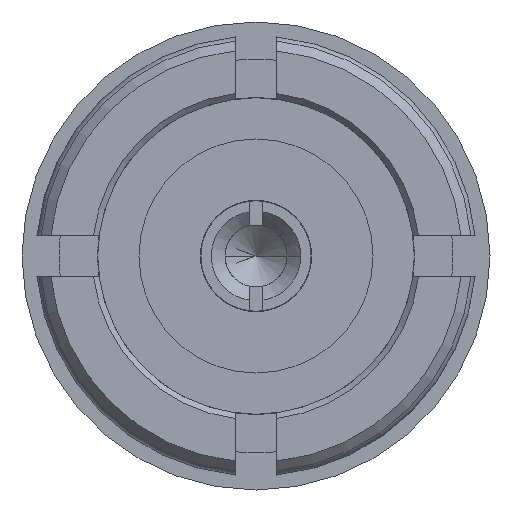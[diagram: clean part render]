
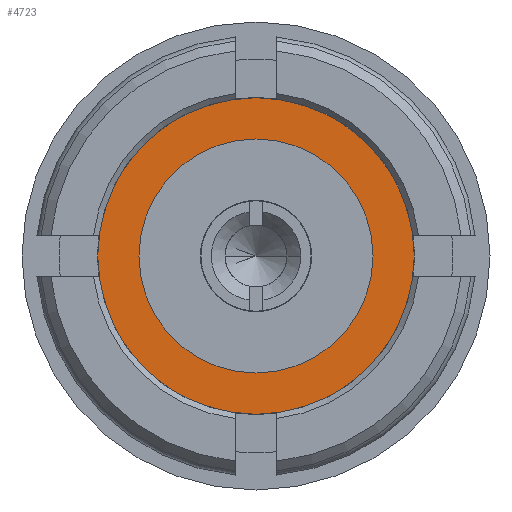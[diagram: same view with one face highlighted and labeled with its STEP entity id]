
A CAD part, left-side view. The second image highlights one B-rep face of the part: STEP entity #4723.
In plain terms, the highlighted planar face has unit normal (-1, 0, 0).
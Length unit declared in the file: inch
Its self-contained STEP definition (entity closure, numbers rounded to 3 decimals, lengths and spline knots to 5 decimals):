
#85 = EDGE_LOOP ( 'NONE', ( #4053, #934 ) ) ;
#99 = CARTESIAN_POINT ( 'NONE',  ( -0.16026, 0., 0. ) ) ;
#108 = EDGE_CURVE ( 'NONE', #1823, #4230, #2096, .T. ) ;
#167 = CARTESIAN_POINT ( 'NONE',  ( -0.16026, 0., 0. ) ) ;
#199 = EDGE_CURVE ( 'NONE', #1838, #2130, #2492, .T. ) ;
#201 = AXIS2_PLACEMENT_3D ( 'NONE', #1496, #2678, #418 ) ;
#353 = CARTESIAN_POINT ( 'NONE',  ( -0.16026, -0.03346, 0. ) ) ;
#375 = AXIS2_PLACEMENT_3D ( 'NONE', #167, #3258, #4656 ) ;
#418 = DIRECTION ( 'NONE',  ( 0., 1., 0. ) ) ;
#647 = PLANE ( 'NONE',  #2517 ) ;
#719 = FACE_OUTER_BOUND ( 'NONE', #2623, .T. ) ;
#934 = ORIENTED_EDGE ( 'NONE', *, *, #108, .T. ) ;
#1031 = DIRECTION ( 'NONE',  ( 1., 0., 0. ) ) ;
#1496 = CARTESIAN_POINT ( 'NONE',  ( -0.16026, 0., 0. ) ) ;
#1584 = ORIENTED_EDGE ( 'NONE', *, *, #2137, .F. ) ;
#1764 = DIRECTION ( 'NONE',  ( 1., 0., 0. ) ) ;
#1823 = VERTEX_POINT ( 'NONE', #2897 ) ;
#1838 = VERTEX_POINT ( 'NONE', #4690 ) ;
#1913 = CARTESIAN_POINT ( 'NONE',  ( -0.16026, 0.04527, 0. ) ) ;
#2096 = CIRCLE ( 'NONE', #2344, 0.03346 ) ;
#2130 = VERTEX_POINT ( 'NONE', #1913 ) ;
#2137 = EDGE_CURVE ( 'NONE', #2130, #1838, #4195, .T. ) ;
#2215 = DIRECTION ( 'NONE',  ( 0., -1., 0. ) ) ;
#2314 = AXIS2_PLACEMENT_3D ( 'NONE', #3639, #1764, #3338 ) ;
#2344 = AXIS2_PLACEMENT_3D ( 'NONE', #99, #4612, #2401 ) ;
#2401 = DIRECTION ( 'NONE',  ( 0., 1., 0. ) ) ;
#2492 = CIRCLE ( 'NONE', #375, 0.04527 ) ;
#2517 = AXIS2_PLACEMENT_3D ( 'NONE', #353, #1031, #2215 ) ;
#2623 = EDGE_LOOP ( 'NONE', ( #1584, #4369 ) ) ;
#2678 = DIRECTION ( 'NONE',  ( 1., 0., 0. ) ) ;
#2897 = CARTESIAN_POINT ( 'NONE',  ( -0.16026, -0.03346, 0. ) ) ;
#3258 = DIRECTION ( 'NONE',  ( 1., 0., 0. ) ) ;
#3338 = DIRECTION ( 'NONE',  ( 0., 1., 0. ) ) ;
#3570 = CIRCLE ( 'NONE', #2314, 0.03346 ) ;
#3639 = CARTESIAN_POINT ( 'NONE',  ( -0.16026, 0., 0. ) ) ;
#3891 = EDGE_CURVE ( 'NONE', #4230, #1823, #3570, .T. ) ;
#4053 = ORIENTED_EDGE ( 'NONE', *, *, #3891, .T. ) ;
#4092 = FACE_BOUND ( 'NONE', #85, .T. ) ;
#4195 = CIRCLE ( 'NONE', #201, 0.04527 ) ;
#4230 = VERTEX_POINT ( 'NONE', #4414 ) ;
#4369 = ORIENTED_EDGE ( 'NONE', *, *, #199, .F. ) ;
#4414 = CARTESIAN_POINT ( 'NONE',  ( -0.16026, 0.03346, 0. ) ) ;
#4612 = DIRECTION ( 'NONE',  ( 1., 0., 0. ) ) ;
#4656 = DIRECTION ( 'NONE',  ( 0., 1., 0. ) ) ;
#4690 = CARTESIAN_POINT ( 'NONE',  ( -0.16026, -0.04527, 0. ) ) ;
#4723 = ADVANCED_FACE ( 'NONE', ( #4092, #719 ), #647, .F. ) ;
